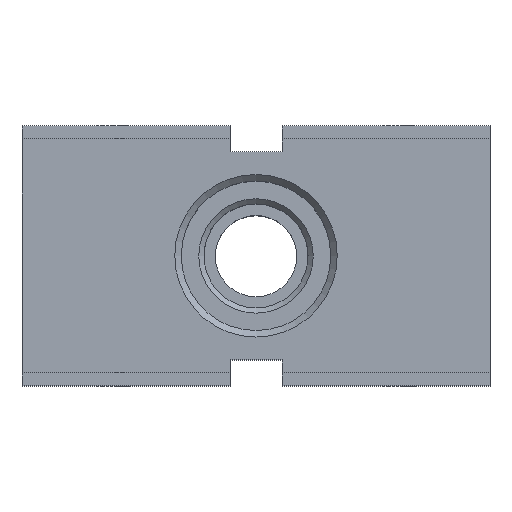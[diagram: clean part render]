
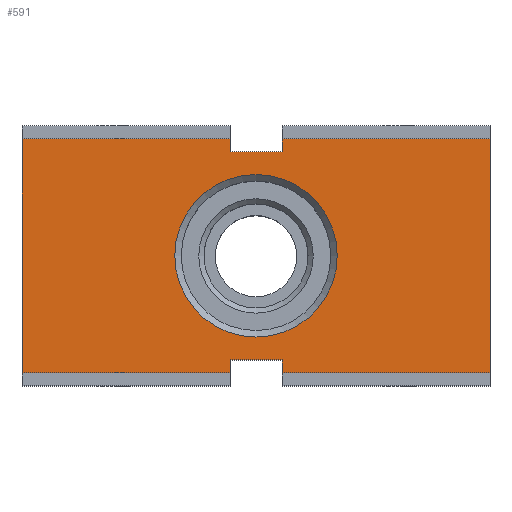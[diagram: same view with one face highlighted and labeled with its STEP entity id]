
A CAD part, top view. The second image highlights one B-rep face of the part: STEP entity #591.
In plain terms, the highlighted planar face has unit normal (0, 0, 1).
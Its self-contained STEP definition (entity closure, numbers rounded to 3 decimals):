
#591 = ADVANCED_FACE( '', ( #1189, #1190 ), #1191, .T. );
#1189 = FACE_BOUND( '', #1775, .T. );
#1190 = FACE_OUTER_BOUND( '', #1776, .T. );
#1191 = PLANE( '', #1777 );
#1775 = EDGE_LOOP( '', ( #3442 ) );
#1776 = EDGE_LOOP( '', ( #3443, #3444, #3445, #3446, #3447, #3448, #3449, #3450, #3451, #3452, #3453, #3454 ) );
#1777 = AXIS2_PLACEMENT_3D( '', #3455, #3456, #3457 );
#3442 = ORIENTED_EDGE( '', *, *, #3552, .T. );
#3443 = ORIENTED_EDGE( '', *, *, #3591, .T. );
#3444 = ORIENTED_EDGE( '', *, *, #3670, .F. );
#3445 = ORIENTED_EDGE( '', *, *, #3756, .F. );
#3446 = ORIENTED_EDGE( '', *, *, #3874, .F. );
#3447 = ORIENTED_EDGE( '', *, *, #3743, .F. );
#3448 = ORIENTED_EDGE( '', *, *, #3604, .F. );
#3449 = ORIENTED_EDGE( '', *, *, #3703, .T. );
#3450 = ORIENTED_EDGE( '', *, *, #3877, .T. );
#3451 = ORIENTED_EDGE( '', *, *, #3969, .F. );
#3452 = ORIENTED_EDGE( '', *, *, #3958, .F. );
#3453 = ORIENTED_EDGE( '', *, *, #4196, .F. );
#3454 = ORIENTED_EDGE( '', *, *, #3788, .T. );
#3455 = CARTESIAN_POINT( '', ( -36., -20., 40. ) );
#3456 = DIRECTION( '', ( 0., 0., 1. ) );
#3457 = DIRECTION( '', ( 1., 0., 0. ) );
#3552 = EDGE_CURVE( '', #4254, #4254, #4255, .F. );
#3591 = EDGE_CURVE( '', #4323, #4321, #4324, .T. );
#3604 = EDGE_CURVE( '', #4345, #4340, #4347, .T. );
#3670 = EDGE_CURVE( '', #4454, #4321, #4456, .T. );
#3703 = EDGE_CURVE( '', #4345, #4511, #4513, .T. );
#3743 = EDGE_CURVE( '', #4340, #4574, #4575, .T. );
#3756 = EDGE_CURVE( '', #4595, #4454, #4597, .T. );
#3788 = EDGE_CURVE( '', #4644, #4323, #4648, .T. );
#3874 = EDGE_CURVE( '', #4574, #4595, #4787, .T. );
#3877 = EDGE_CURVE( '', #4511, #4789, #4791, .T. );
#3958 = EDGE_CURVE( '', #4911, #4907, #4913, .T. );
#3969 = EDGE_CURVE( '', #4907, #4789, #4926, .T. );
#4196 = EDGE_CURVE( '', #4644, #4911, #5209, .T. );
#4254 = VERTEX_POINT( '', #5286 );
#4255 = CIRCLE( '', #5287, 12.5 );
#4321 = VERTEX_POINT( '', #5380 );
#4323 = VERTEX_POINT( '', #5383 );
#4324 = LINE( '', #5384, #5385 );
#4340 = VERTEX_POINT( '', #5409 );
#4345 = VERTEX_POINT( '', #5416 );
#4347 = LINE( '', #5419, #5420 );
#4454 = VERTEX_POINT( '', #5570 );
#4456 = LINE( '', #5573, #5574 );
#4511 = VERTEX_POINT( '', #5655 );
#4513 = LINE( '', #5658, #5659 );
#4574 = VERTEX_POINT( '', #5743 );
#4575 = LINE( '', #5744, #5745 );
#4595 = VERTEX_POINT( '', #5774 );
#4597 = LINE( '', #5777, #5778 );
#4644 = VERTEX_POINT( '', #5845 );
#4648 = LINE( '', #5851, #5852 );
#4787 = LINE( '', #6055, #6056 );
#4789 = VERTEX_POINT( '', #6058 );
#4791 = LINE( '', #6061, #6062 );
#4907 = VERTEX_POINT( '', #6239 );
#4911 = VERTEX_POINT( '', #6245 );
#4913 = LINE( '', #6248, #6249 );
#4926 = LINE( '', #6265, #6266 );
#5209 = LINE( '', #6694, #6695 );
#5286 = CARTESIAN_POINT( '', ( 12.5, 0., 40. ) );
#5287 = AXIS2_PLACEMENT_3D( '', #6732, #6733, #6734 );
#5380 = CARTESIAN_POINT( '', ( -36., -18., 40. ) );
#5383 = CARTESIAN_POINT( '', ( -36., 18., 40. ) );
#5384 = CARTESIAN_POINT( '', ( -36., 20., 40. ) );
#5385 = VECTOR( '', #6769, 1000. );
#5409 = CARTESIAN_POINT( '', ( 4., -18., 40. ) );
#5416 = CARTESIAN_POINT( '', ( 36., -18., 40. ) );
#5419 = CARTESIAN_POINT( '', ( 36., -18., 40. ) );
#5420 = VECTOR( '', #6781, 1000. );
#5570 = CARTESIAN_POINT( '', ( -4., -18., 40. ) );
#5573 = CARTESIAN_POINT( '', ( 36., -18., 40. ) );
#5574 = VECTOR( '', #6838, 1000. );
#5655 = CARTESIAN_POINT( '', ( 36., 18., 40. ) );
#5658 = CARTESIAN_POINT( '', ( 36., -20., 40. ) );
#5659 = VECTOR( '', #6869, 1000. );
#5743 = CARTESIAN_POINT( '', ( 4., -16., 40. ) );
#5744 = CARTESIAN_POINT( '', ( 4., -20., 40. ) );
#5745 = VECTOR( '', #6905, 1000. );
#5774 = CARTESIAN_POINT( '', ( -4., -16., 40. ) );
#5777 = CARTESIAN_POINT( '', ( -4., -16., 40. ) );
#5778 = VECTOR( '', #6916, 1000. );
#5845 = CARTESIAN_POINT( '', ( -4., 18., 40. ) );
#5851 = CARTESIAN_POINT( '', ( 36., 18., 40. ) );
#5852 = VECTOR( '', #6942, 1000. );
#6055 = CARTESIAN_POINT( '', ( 4., -16., 40. ) );
#6056 = VECTOR( '', #7010, 1000. );
#6058 = CARTESIAN_POINT( '', ( 4., 18., 40. ) );
#6061 = CARTESIAN_POINT( '', ( 36., 18., 40. ) );
#6062 = VECTOR( '', #7012, 1000. );
#6239 = CARTESIAN_POINT( '', ( 4., 16., 40. ) );
#6245 = CARTESIAN_POINT( '', ( -4., 16., 40. ) );
#6248 = CARTESIAN_POINT( '', ( -4., 16., 40. ) );
#6249 = VECTOR( '', #7080, 1000. );
#6265 = CARTESIAN_POINT( '', ( 4., 16., 40. ) );
#6266 = VECTOR( '', #7090, 1000. );
#6694 = CARTESIAN_POINT( '', ( -4., 20., 40. ) );
#6695 = VECTOR( '', #7242, 1000. );
#6732 = CARTESIAN_POINT( '', ( 0., 0., 40. ) );
#6733 = DIRECTION( '', ( 0., 0., 1. ) );
#6734 = DIRECTION( '', ( 1., 0., 0. ) );
#6769 = DIRECTION( '', ( 0., -1., 0. ) );
#6781 = DIRECTION( '', ( -1., 0., 0. ) );
#6838 = DIRECTION( '', ( -1., 0., 0. ) );
#6869 = DIRECTION( '', ( 0., 1., 0. ) );
#6905 = DIRECTION( '', ( 0., 1., 0. ) );
#6916 = DIRECTION( '', ( 0., -1., 0. ) );
#6942 = DIRECTION( '', ( -1., 0., 0. ) );
#7010 = DIRECTION( '', ( -1., 0., 0. ) );
#7012 = DIRECTION( '', ( -1., 0., 0. ) );
#7080 = DIRECTION( '', ( 1., 0., 0. ) );
#7090 = DIRECTION( '', ( 0., 1., 0. ) );
#7242 = DIRECTION( '', ( 0., -1., 0. ) );
